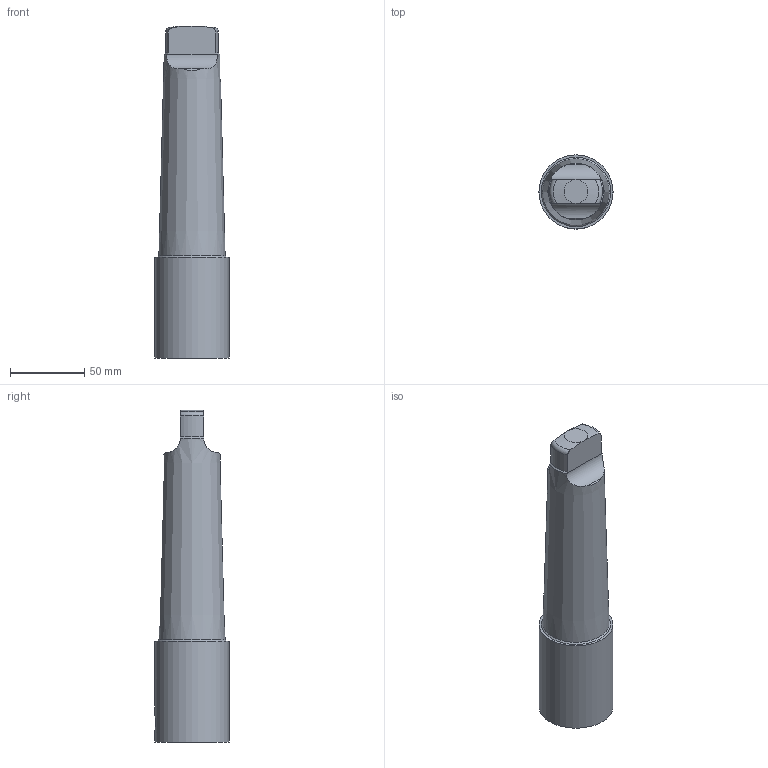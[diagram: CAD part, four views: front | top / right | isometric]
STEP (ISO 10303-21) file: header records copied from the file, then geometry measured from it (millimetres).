
FILE_DESCRIPTION((''),'1');
FILE_NAME('MT5-CKB5-75.stp','2024-09-04T02:22:26',(''),(''),'Spatial Interop R21 SP3','Kubotek KeyCreator 2011 V10.0.2 (22737)',' ');
FILE_SCHEMA(('automotive_design'));
Length unit declared in the file: millimetre
Products named in the file (1): 240[2]
Bounding box: 50 x 50 x 224 mm (x, y, z)
Volume: 302486.2 mm3; surface area: 35941.7 mm2
Topology: 1 solids, 1 shells, 24 faces, 53 edges, 33 vertices
Faces by surface type: plane 9, cylinder 7, cone 6, torus 2
Full cylindrical faces by diameter (mm): 10.3 x1, 28 x1, 50 x1
Entity records: 1621 total; most frequent: CARTESIAN_POINT 613, DIRECTION 96, PRESENTATION_STYLE_ASSIGNMENT 95, COLOUR_RGB 95, ORIENTED_EDGE 90, STYLED_ITEM 70, CURVE_STYLE 70, DRAUGHTING_PRE_DEFINED_CURVE_FONT 70
